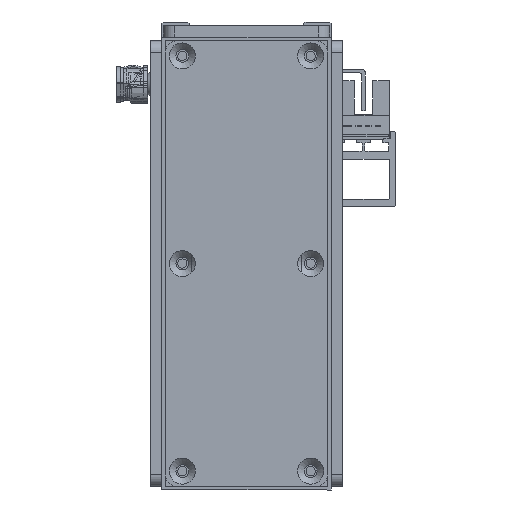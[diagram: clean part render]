
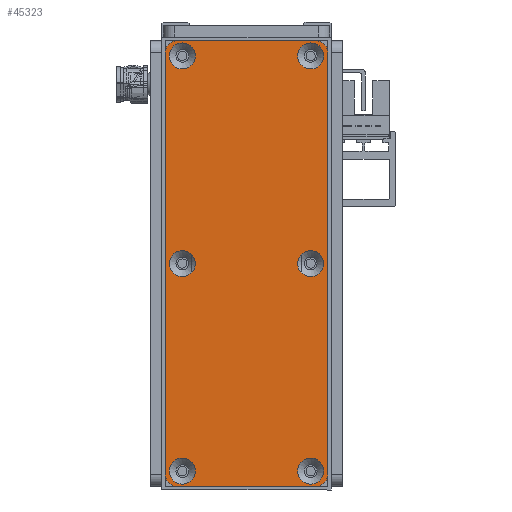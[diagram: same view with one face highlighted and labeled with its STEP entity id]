
A CAD part, front view. The second image highlights one B-rep face of the part: STEP entity #45323.
In plain terms, the highlighted face is planar.
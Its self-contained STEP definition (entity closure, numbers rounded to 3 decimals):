
#750=FACE_BOUND('',#7439,.T.);
#751=FACE_BOUND('',#7440,.T.);
#752=FACE_BOUND('',#7441,.T.);
#753=FACE_BOUND('',#7442,.T.);
#754=FACE_BOUND('',#7443,.T.);
#755=FACE_BOUND('',#7444,.T.);
#1755=PLANE('',#49439);
#4694=FACE_OUTER_BOUND('',#7438,.T.);
#7438=EDGE_LOOP('',(#37181,#37182,#37183,#37184,#37185,#37186,#37187,#37188));
#7439=EDGE_LOOP('',(#37189));
#7440=EDGE_LOOP('',(#37190));
#7441=EDGE_LOOP('',(#37191));
#7442=EDGE_LOOP('',(#37192));
#7443=EDGE_LOOP('',(#37193));
#7444=EDGE_LOOP('',(#37194));
#10533=LINE('',#72068,#15420);
#10537=LINE('',#72080,#15424);
#10541=LINE('',#72092,#15428);
#10545=LINE('',#72102,#15432);
#15420=VECTOR('',#57620,10.);
#15424=VECTOR('',#57632,10.);
#15428=VECTOR('',#57644,10.);
#15432=VECTOR('',#57656,10.);
#19763=CIRCLE('',#49393,3.45);
#19766=CIRCLE('',#49398,3.45);
#19769=CIRCLE('',#49403,3.45);
#19772=CIRCLE('',#49408,3.45);
#19775=CIRCLE('',#49413,3.45);
#19778=CIRCLE('',#49418,3.45);
#19782=CIRCLE('',#49424,3.);
#19784=CIRCLE('',#49428,3.);
#19786=CIRCLE('',#49432,3.);
#19788=CIRCLE('',#49436,3.);
#22051=VERTEX_POINT('',#71996);
#22054=VERTEX_POINT('',#72006);
#22057=VERTEX_POINT('',#72016);
#22060=VERTEX_POINT('',#72026);
#22063=VERTEX_POINT('',#72036);
#22066=VERTEX_POINT('',#72046);
#22071=VERTEX_POINT('',#72059);
#22072=VERTEX_POINT('',#72061);
#22074=VERTEX_POINT('',#72067);
#22076=VERTEX_POINT('',#72073);
#22078=VERTEX_POINT('',#72079);
#22080=VERTEX_POINT('',#72085);
#22082=VERTEX_POINT('',#72091);
#22084=VERTEX_POINT('',#72097);
#27438=EDGE_CURVE('',#22051,#22051,#19763,.T.);
#27443=EDGE_CURVE('',#22054,#22054,#19766,.T.);
#27448=EDGE_CURVE('',#22057,#22057,#19769,.T.);
#27453=EDGE_CURVE('',#22060,#22060,#19772,.T.);
#27458=EDGE_CURVE('',#22063,#22063,#19775,.T.);
#27463=EDGE_CURVE('',#22066,#22066,#19778,.T.);
#27470=EDGE_CURVE('',#22072,#22071,#19782,.T.);
#27473=EDGE_CURVE('',#22074,#22072,#10533,.T.);
#27476=EDGE_CURVE('',#22076,#22074,#19784,.T.);
#27479=EDGE_CURVE('',#22078,#22076,#10537,.T.);
#27482=EDGE_CURVE('',#22080,#22078,#19786,.T.);
#27485=EDGE_CURVE('',#22082,#22080,#10541,.T.);
#27488=EDGE_CURVE('',#22084,#22082,#19788,.T.);
#27491=EDGE_CURVE('',#22071,#22084,#10545,.T.);
#37181=ORIENTED_EDGE('',*,*,#27491,.T.);
#37182=ORIENTED_EDGE('',*,*,#27488,.T.);
#37183=ORIENTED_EDGE('',*,*,#27485,.T.);
#37184=ORIENTED_EDGE('',*,*,#27482,.T.);
#37185=ORIENTED_EDGE('',*,*,#27479,.T.);
#37186=ORIENTED_EDGE('',*,*,#27476,.T.);
#37187=ORIENTED_EDGE('',*,*,#27473,.T.);
#37188=ORIENTED_EDGE('',*,*,#27470,.T.);
#37189=ORIENTED_EDGE('',*,*,#27438,.T.);
#37190=ORIENTED_EDGE('',*,*,#27443,.T.);
#37191=ORIENTED_EDGE('',*,*,#27448,.T.);
#37192=ORIENTED_EDGE('',*,*,#27453,.T.);
#37193=ORIENTED_EDGE('',*,*,#27458,.T.);
#37194=ORIENTED_EDGE('',*,*,#27463,.T.);
#45323=ADVANCED_FACE('',(#4694,#750,#751,#752,#753,#754,#755),#1755,.T.);
#49393=AXIS2_PLACEMENT_3D('',#71997,#57539,#57540);
#49398=AXIS2_PLACEMENT_3D('',#72007,#57551,#57552);
#49403=AXIS2_PLACEMENT_3D('',#72017,#57563,#57564);
#49408=AXIS2_PLACEMENT_3D('',#72027,#57575,#57576);
#49413=AXIS2_PLACEMENT_3D('',#72037,#57587,#57588);
#49418=AXIS2_PLACEMENT_3D('',#72047,#57599,#57600);
#49424=AXIS2_PLACEMENT_3D('',#72062,#57614,#57615);
#49428=AXIS2_PLACEMENT_3D('',#72074,#57626,#57627);
#49432=AXIS2_PLACEMENT_3D('',#72086,#57638,#57639);
#49436=AXIS2_PLACEMENT_3D('',#72098,#57650,#57651);
#49439=AXIS2_PLACEMENT_3D('',#72104,#57659,#57660);
#57539=DIRECTION('center_axis',(0.,0.,-1.));
#57540=DIRECTION('ref_axis',(1.,0.,0.));
#57551=DIRECTION('center_axis',(0.,0.,-1.));
#57552=DIRECTION('ref_axis',(1.,0.,0.));
#57563=DIRECTION('center_axis',(0.,0.,-1.));
#57564=DIRECTION('ref_axis',(1.,0.,0.));
#57575=DIRECTION('center_axis',(0.,0.,-1.));
#57576=DIRECTION('ref_axis',(1.,0.,0.));
#57587=DIRECTION('center_axis',(0.,0.,-1.));
#57588=DIRECTION('ref_axis',(1.,0.,0.));
#57599=DIRECTION('center_axis',(0.,0.,-1.));
#57600=DIRECTION('ref_axis',(1.,0.,0.));
#57614=DIRECTION('center_axis',(0.,0.,1.));
#57615=DIRECTION('ref_axis',(-1.,0.,0.));
#57620=DIRECTION('',(0.,1.,0.));
#57626=DIRECTION('center_axis',(0.,0.,1.));
#57627=DIRECTION('ref_axis',(0.,1.,0.));
#57632=DIRECTION('',(1.,0.,0.));
#57638=DIRECTION('center_axis',(0.,0.,1.));
#57639=DIRECTION('ref_axis',(1.,0.,0.));
#57644=DIRECTION('',(0.,-1.,0.));
#57650=DIRECTION('center_axis',(0.,0.,1.));
#57651=DIRECTION('ref_axis',(0.,-1.,0.));
#57656=DIRECTION('',(-1.,0.,0.));
#57659=DIRECTION('center_axis',(0.,0.,1.));
#57660=DIRECTION('ref_axis',(1.,0.,0.));
#71996=CARTESIAN_POINT('',(110.55,4.5,3.));
#71997=CARTESIAN_POINT('Origin',(114.,4.5,3.));
#72006=CARTESIAN_POINT('',(55.55,38.5,3.));
#72007=CARTESIAN_POINT('Origin',(59.,38.5,3.));
#72016=CARTESIAN_POINT('',(55.55,4.5,3.));
#72017=CARTESIAN_POINT('Origin',(59.,4.5,3.));
#72026=CARTESIAN_POINT('',(0.55,38.5,3.));
#72027=CARTESIAN_POINT('Origin',(4.,38.5,3.));
#72036=CARTESIAN_POINT('',(110.55,38.5,3.));
#72037=CARTESIAN_POINT('Origin',(114.,38.5,3.));
#72046=CARTESIAN_POINT('',(0.55,4.5,3.));
#72047=CARTESIAN_POINT('Origin',(4.,4.5,3.));
#72059=CARTESIAN_POINT('',(115.,43.,3.));
#72061=CARTESIAN_POINT('',(118.,40.,3.));
#72062=CARTESIAN_POINT('Origin',(115.,40.,3.));
#72067=CARTESIAN_POINT('',(118.,3.,3.));
#72068=CARTESIAN_POINT('',(118.,40.,3.));
#72073=CARTESIAN_POINT('',(115.,0.,3.));
#72074=CARTESIAN_POINT('Origin',(115.,3.,3.));
#72079=CARTESIAN_POINT('',(3.,0.,3.));
#72080=CARTESIAN_POINT('',(115.,0.,3.));
#72085=CARTESIAN_POINT('',(0.,3.,3.));
#72086=CARTESIAN_POINT('Origin',(3.,3.,3.));
#72091=CARTESIAN_POINT('',(0.,40.,3.));
#72092=CARTESIAN_POINT('',(0.,3.,3.));
#72097=CARTESIAN_POINT('',(3.,43.,3.));
#72098=CARTESIAN_POINT('Origin',(3.,40.,3.));
#72102=CARTESIAN_POINT('',(3.,43.,3.));
#72104=CARTESIAN_POINT('Origin',(59.,21.5,3.));
